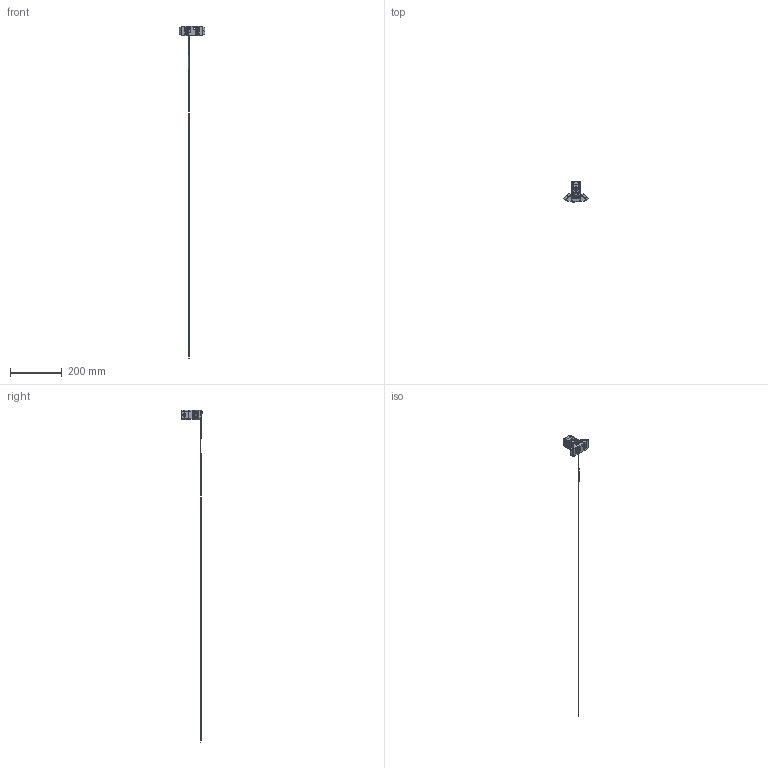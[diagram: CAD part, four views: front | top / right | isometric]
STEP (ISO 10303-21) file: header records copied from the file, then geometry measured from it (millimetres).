
FILE_DESCRIPTION(('STEP AP214'),'1');
FILE_NAME('HeadAssembly.step','2014-04-07T15:43:12',(' '),(' '),'Spatial InterOp 3D',' ',' ');
FILE_SCHEMA(('automotive_design'));
Length unit declared in the file: millimetre
Products named in the file (22): HeadAssembly; 1320-B2P-B; 1321-B2P-B; 1322-B2P-C; 1307-Z2P-B Hot End Holder Top; 1308-Z2P-B Cooling Rib Hot End; 1306-Z2P-B hot end holder bottom; 1309-Z2P-B Hot End Isolator Coupler; 1310-Z2P-A Hot end Isolator; 1301-Z2P-D integrated nozzle 3mm; 1268-Z1P-A; 1329-B2P-C; 1065-Z1P-A; 1313-Z1P-A; Fan Base 30x30; Fan Rotor 30x30; 1330-Z1P-B; 1330 Fan Base 25x25; 1330 Fan Rotor 25x25
Assembly tree (22 placements, depth 3):
  HeadAssembly
    1320-B2P-B
    1321-B2P-B
    1322-B2P-C
    1307-Z2P-B Hot End Holder Top
    1308-Z2P-B Cooling Rib Hot End
    1306-Z2P-B hot end holder bottom
    1309-Z2P-B Hot End Isolator Coupler
    1310-Z2P-A Hot end Isolator
    1301-Z2P-D integrated nozzle 3mm
    1268-Z1P-A
    1329-B2P-C
    1065-Z1P-A  x2
    1313-Z1P-A
      Fan Base 30x30
      Fan Rotor 30x30
    1313-Z1P-A
      Fan Base 30x30
      Fan Rotor 30x30
    1330-Z1P-B
      1330 Fan Base 25x25
      1330 Fan Rotor 25x25
Bounding box: 97.71 x 83.5 x 1284.8 mm (x, y, z)
Volume: 43419.4 mm3; surface area: 69945.5 mm2
Topology: 19 solids, 19 shells, 1092 faces, 2954 edges, 1907 vertices
Faces by surface type: cylinder 432, plane 378, cone 156, bspline 108, torus 18
Entity records: 46558 total; most frequent: CARTESIAN_POINT 12012, DIRECTION 5550, ORIENTED_EDGE 5430, EDGE_CURVE 2715, AXIS2_PLACEMENT_3D 2132, VERTEX_POINT 1759, LINE 1286, VECTOR 1286
